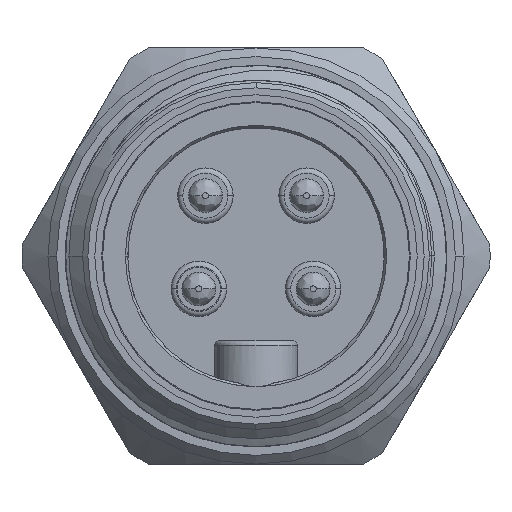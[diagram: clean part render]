
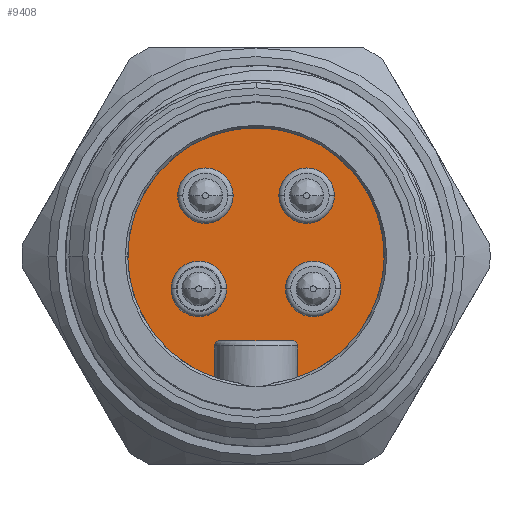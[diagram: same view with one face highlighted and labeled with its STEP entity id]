
A CAD part, front view. The second image highlights one B-rep face of the part: STEP entity #9408.
In plain terms, the highlighted planar face has unit normal (0, -1, 0).
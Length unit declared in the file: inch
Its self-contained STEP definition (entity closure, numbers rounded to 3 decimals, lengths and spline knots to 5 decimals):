
#122=DIRECTION('',(0.,0.,1.));
#123=VECTOR('',#122,0.07126);
#124=CARTESIAN_POINT('',(-0.09449,-0.11024,
-0.27559));
#125=LINE('',#124,#123);
#126=CARTESIAN_POINT('',(-0.08268,-0.11024,
-0.20433));
#127=DIRECTION('',(0.,1.,0.));
#128=DIRECTION('',(-1.,0.,0.));
#129=AXIS2_PLACEMENT_3D('',#126,#127,#128);
#144=DIRECTION('',(1.,0.,0.));
#145=VECTOR('',#144,0.16535);
#146=CARTESIAN_POINT('',(-0.08268,-0.11024,
-0.19252));
#147=LINE('',#146,#145);
#153=CARTESIAN_POINT('',(0.08268,-0.11024,
-0.20433));
#154=DIRECTION('',(0.,1.,0.));
#155=DIRECTION('',(0.,0.,1.));
#156=AXIS2_PLACEMENT_3D('',#153,#154,#155);
#162=DIRECTION('',(0.,0.,-1.));
#163=VECTOR('',#162,0.07126);
#164=CARTESIAN_POINT('',(0.09449,-0.11024,
-0.20433));
#165=LINE('',#164,#163);
#166=CARTESIAN_POINT('',(0.,-0.11024,0.));
#167=DIRECTION('',(0.,1.,0.));
#168=DIRECTION('',(-0.324,0.,-0.946));
#169=AXIS2_PLACEMENT_3D('',#166,#167,#168);
#171=CARTESIAN_POINT('',(-0.11496,-0.11024,
0.13701));
#172=DIRECTION('',(0.,-1.,0.));
#173=DIRECTION('',(1.,0.,0.));
#174=AXIS2_PLACEMENT_3D('',#171,#172,#173);
#176=CARTESIAN_POINT('',(-0.11496,-0.11024,
0.13701));
#177=DIRECTION('',(0.,-1.,0.));
#178=DIRECTION('',(-1.,0.,0.));
#179=AXIS2_PLACEMENT_3D('',#176,#177,#178);
#181=CARTESIAN_POINT('',(0.11496,-0.11024,
0.13701));
#182=DIRECTION('',(0.,-1.,0.));
#183=DIRECTION('',(1.,0.,0.));
#184=AXIS2_PLACEMENT_3D('',#181,#182,#183);
#186=CARTESIAN_POINT('',(0.11496,-0.11024,
0.13701));
#187=DIRECTION('',(0.,-1.,0.));
#188=DIRECTION('',(-1.,0.,0.));
#189=AXIS2_PLACEMENT_3D('',#186,#187,#188);
#191=CARTESIAN_POINT('',(-0.12992,-0.11024,
-0.0748));
#192=DIRECTION('',(0.,-1.,0.));
#193=DIRECTION('',(1.,0.,0.));
#194=AXIS2_PLACEMENT_3D('',#191,#192,#193);
#196=CARTESIAN_POINT('',(-0.12992,-0.11024,
-0.0748));
#197=DIRECTION('',(0.,-1.,0.));
#198=DIRECTION('',(-1.,0.,0.));
#199=AXIS2_PLACEMENT_3D('',#196,#197,#198);
#201=CARTESIAN_POINT('',(0.12992,-0.11024,
-0.0748));
#202=DIRECTION('',(0.,-1.,0.));
#203=DIRECTION('',(1.,0.,0.));
#204=AXIS2_PLACEMENT_3D('',#201,#202,#203);
#206=CARTESIAN_POINT('',(0.12992,-0.11024,
-0.0748));
#207=DIRECTION('',(0.,-1.,0.));
#208=DIRECTION('',(-1.,0.,0.));
#209=AXIS2_PLACEMENT_3D('',#206,#207,#208);
#8066=CARTESIAN_POINT('',(-0.09449,-0.11024,
-0.27559));
#8067=VERTEX_POINT('',#8066);
#8068=CARTESIAN_POINT('',(0.09449,-0.11024,
-0.27559));
#8069=VERTEX_POINT('',#8068);
#8070=CARTESIAN_POINT('',(-0.05197,-0.11024,
0.13701));
#8071=CARTESIAN_POINT('',(-0.17795,-0.11024,
0.13701));
#8072=VERTEX_POINT('',#8070);
#8073=VERTEX_POINT('',#8071);
#8074=CARTESIAN_POINT('',(0.17795,-0.11024,
0.13701));
#8075=CARTESIAN_POINT('',(0.05197,-0.11024,
0.13701));
#8076=VERTEX_POINT('',#8074);
#8077=VERTEX_POINT('',#8075);
#8078=CARTESIAN_POINT('',(-0.06693,-0.11024,
-0.0748));
#8079=CARTESIAN_POINT('',(-0.19291,-0.11024,
-0.0748));
#8080=VERTEX_POINT('',#8078);
#8081=VERTEX_POINT('',#8079);
#8107=CARTESIAN_POINT('',(0.09449,-0.11024,
-0.20433));
#8109=VERTEX_POINT('',#8107);
#8111=CARTESIAN_POINT('',(0.08268,-0.11024,
-0.19252));
#8113=VERTEX_POINT('',#8111);
#8118=CARTESIAN_POINT('',(-0.08268,-0.11024,
-0.19252));
#8119=VERTEX_POINT('',#8118);
#8120=CARTESIAN_POINT('',(-0.09449,-0.11024,
-0.20433));
#8121=VERTEX_POINT('',#8120);
#8122=CARTESIAN_POINT('',(0.19291,-0.11024,
-0.0748));
#8123=CARTESIAN_POINT('',(0.06693,-0.11024,
-0.0748));
#8124=VERTEX_POINT('',#8122);
#8125=VERTEX_POINT('',#8123);
#9370=CARTESIAN_POINT('',(-0.14567,-0.11024,0.));
#9371=DIRECTION('',(0.,-1.,0.));
#9372=DIRECTION('',(0.,0.,-1.));
#9373=AXIS2_PLACEMENT_3D('',#9370,#9371,#9372);
#9374=PLANE('',#9373);
#9375=ORIENTED_EDGE('',*,*,#9361,.F.);
#9376=ORIENTED_EDGE('',*,*,#9350,.F.);
#9377=ORIENTED_EDGE('',*,*,#9335,.F.);
#9378=ORIENTED_EDGE('',*,*,#9320,.F.);
#9379=ORIENTED_EDGE('',*,*,#9305,.F.);
#9381=ORIENTED_EDGE('',*,*,#9380,.T.);
#9382=EDGE_LOOP('',(#9375,#9376,#9377,#9378,#9379,#9381));
#9383=FACE_OUTER_BOUND('',#9382,.F.);
#9385=ORIENTED_EDGE('',*,*,#9384,.T.);
#9387=ORIENTED_EDGE('',*,*,#9386,.T.);
#9388=EDGE_LOOP('',(#9385,#9387));
#9389=FACE_BOUND('',#9388,.F.);
#9391=ORIENTED_EDGE('',*,*,#9390,.T.);
#9393=ORIENTED_EDGE('',*,*,#9392,.T.);
#9394=EDGE_LOOP('',(#9391,#9393));
#9395=FACE_BOUND('',#9394,.F.);
#9397=ORIENTED_EDGE('',*,*,#9396,.T.);
#9399=ORIENTED_EDGE('',*,*,#9398,.T.);
#9400=EDGE_LOOP('',(#9397,#9399));
#9401=FACE_BOUND('',#9400,.F.);
#9403=ORIENTED_EDGE('',*,*,#9402,.T.);
#9405=ORIENTED_EDGE('',*,*,#9404,.T.);
#9406=EDGE_LOOP('',(#9403,#9405));
#9407=FACE_BOUND('',#9406,.F.);
#130=CIRCLE('',#129,0.01181);
#157=CIRCLE('',#156,0.01181);
#170=CIRCLE('',#169,0.29134);
#175=CIRCLE('',#174,0.06299);
#180=CIRCLE('',#179,0.06299);
#185=CIRCLE('',#184,0.06299);
#190=CIRCLE('',#189,0.06299);
#195=CIRCLE('',#194,0.06299);
#200=CIRCLE('',#199,0.06299);
#205=CIRCLE('',#204,0.06299);
#210=CIRCLE('',#209,0.06299);
#9305=EDGE_CURVE('',#8067,#8121,#125,.T.);
#9320=EDGE_CURVE('',#8121,#8119,#130,.T.);
#9335=EDGE_CURVE('',#8119,#8113,#147,.T.);
#9350=EDGE_CURVE('',#8113,#8109,#157,.T.);
#9361=EDGE_CURVE('',#8109,#8069,#165,.T.);
#9380=EDGE_CURVE('',#8067,#8069,#170,.T.);
#9384=EDGE_CURVE('',#8072,#8073,#175,.T.);
#9386=EDGE_CURVE('',#8073,#8072,#180,.T.);
#9390=EDGE_CURVE('',#8076,#8077,#185,.T.);
#9392=EDGE_CURVE('',#8077,#8076,#190,.T.);
#9396=EDGE_CURVE('',#8080,#8081,#195,.T.);
#9398=EDGE_CURVE('',#8081,#8080,#200,.T.);
#9402=EDGE_CURVE('',#8124,#8125,#205,.T.);
#9404=EDGE_CURVE('',#8125,#8124,#210,.T.);
#9408=ADVANCED_FACE('',(#9383,#9389,#9395,#9401,#9407),#9374,.T.);
